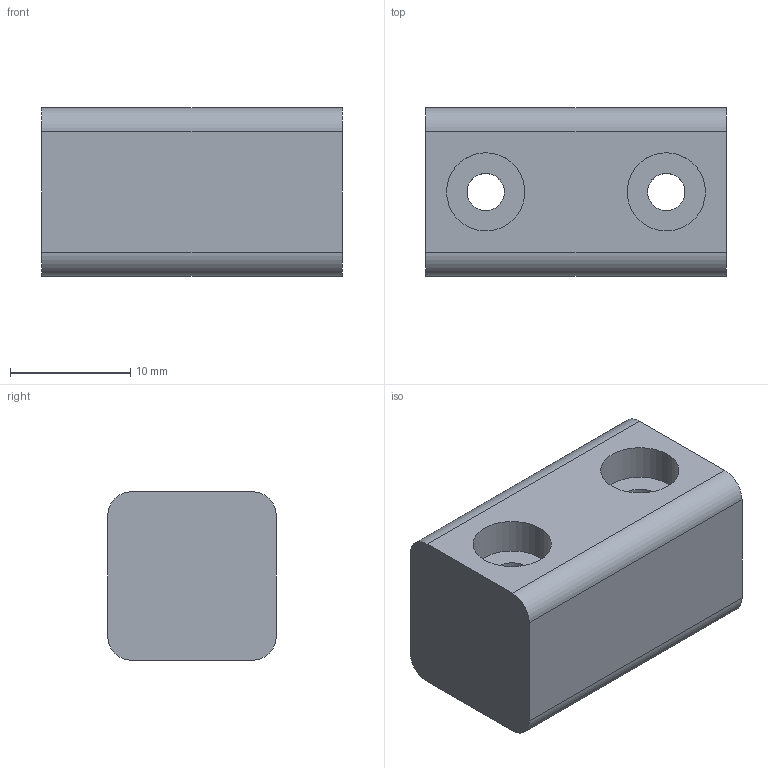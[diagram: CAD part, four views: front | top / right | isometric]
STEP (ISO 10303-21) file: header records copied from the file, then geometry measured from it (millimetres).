
FILE_DESCRIPTION((''),'2;1');
FILE_NAME('string tensioner.ipt.step','2013-10-18T14:32:03',(''),(''),'Autodesk Inventor 2013','Autodesk Inventor 2013','');
FILE_SCHEMA(('AUTOMOTIVE_DESIGN { 1 0 10303 214 1 1 1 1 }'));
Length unit declared in the file: millimetre
Products named in the file (1): string tensioner
Bounding box: 25 x 14 x 14 mm (x, y, z)
Volume: 4449 mm3; surface area: 2005.9 mm2
Topology: 1 solids, 1 shells, 16 faces, 36 edges, 24 vertices
Faces by surface type: cylinder 8, plane 8
Full cylindrical faces by diameter (mm): 3.1 x2, 6.5 x2
Entity records: 470 total; most frequent: DIRECTION 82, CARTESIAN_POINT 73, ORIENTED_EDGE 64, AXIS2_PLACEMENT_3D 33, EDGE_CURVE 32, EDGE_LOOP 26, VERTEX_POINT 24, CIRCLE 16
